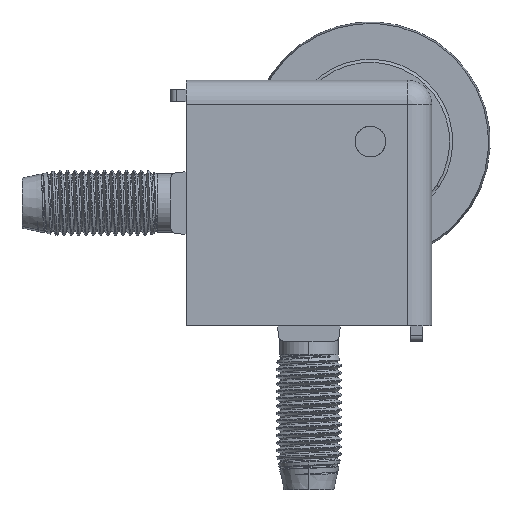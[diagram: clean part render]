
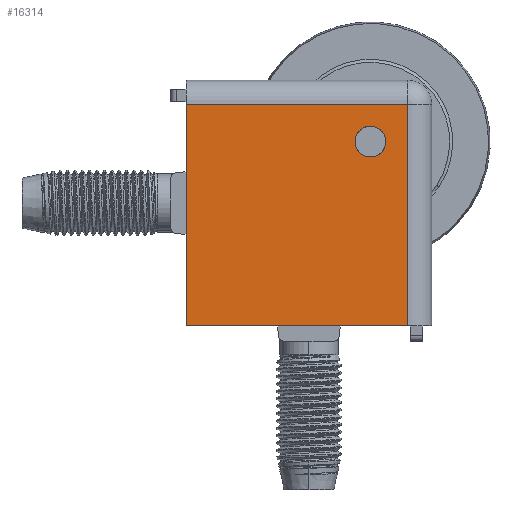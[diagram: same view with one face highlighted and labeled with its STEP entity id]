
A CAD part, front view. The second image highlights one B-rep face of the part: STEP entity #16314.
In plain terms, the highlighted planar face has unit normal (0, -1, 0).
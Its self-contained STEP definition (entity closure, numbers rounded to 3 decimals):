
#712 = CARTESIAN_POINT ( 'NONE',  ( -20., -20., 16. ) ) ;
#1478 = AXIS2_PLACEMENT_3D ( 'NONE', #1706, #1672, #1764 ) ;
#1530 = AXIS2_PLACEMENT_3D ( 'NONE', #16533, #16534, #16535 ) ;
#1672 = DIRECTION ( 'NONE',  ( 0., -1., 0. ) ) ;
#1694 = DIRECTION ( 'NONE',  ( 0., 0., -1. ) ) ;
#1698 = CARTESIAN_POINT ( 'NONE',  ( 16., -20., 20. ) ) ;
#1706 = CARTESIAN_POINT ( 'NONE',  ( 10., -20., 10. ) ) ;
#1711 = DIRECTION ( 'NONE',  ( -1., 0., 0. ) ) ;
#1755 = CARTESIAN_POINT ( 'NONE',  ( -20., -20., 16. ) ) ;
#1758 = DIRECTION ( 'NONE',  ( 0., 0., 1. ) ) ;
#1764 = DIRECTION ( 'NONE',  ( 0., 0., 1. ) ) ;
#1767 = CARTESIAN_POINT ( 'NONE',  ( -20., -20., 20. ) ) ;
#1784 = DIRECTION ( 'NONE',  ( 1., 0., 0. ) ) ;
#1849 = CARTESIAN_POINT ( 'NONE',  ( -20., -20., -20. ) ) ;
#5281 = CARTESIAN_POINT ( 'NONE',  ( 10., -20., 12.5 ) ) ;
#5379 = EDGE_LOOP ( 'NONE', ( #14932, #15000, #14946, #15181 ) ) ;
#5884 = VERTEX_POINT ( 'NONE', #5281 ) ;
#6139 = VERTEX_POINT ( 'NONE', #712 ) ;
#6671 = DIRECTION ( 'NONE',  ( 0., 1., 0. ) ) ;
#6674 = CARTESIAN_POINT ( 'NONE',  ( -20., -20., 20. ) ) ;
#6676 = PLANE ( 'NONE',  #8622 ) ;
#6678 = DIRECTION ( 'NONE',  ( 0., 0., 1. ) ) ;
#7486 = EDGE_CURVE ( 'NONE', #14571, #14492, #10632, .T. ) ;
#7487 = EDGE_CURVE ( 'NONE', #14492, #11216, #10633, .T. ) ;
#7488 = EDGE_CURVE ( 'NONE', #11216, #6139, #10631, .T. ) ;
#7489 = EDGE_CURVE ( 'NONE', #6139, #14571, #10613, .T. ) ;
#7490 = EDGE_CURVE ( 'NONE', #11307, #5884, #10630, .T. ) ;
#7645 = EDGE_CURVE ( 'NONE', #5884, #11307, #11604, .T. ) ;
#8622 = AXIS2_PLACEMENT_3D ( 'NONE', #6674, #6671, #6678 ) ;
#10608 = VECTOR ( 'NONE', #1784, 1000. ) ;
#10609 = VECTOR ( 'NONE', #1758, 1000. ) ;
#10613 = LINE ( 'NONE', #1767, #10628 ) ;
#10626 = VECTOR ( 'NONE', #1711, 1000. ) ;
#10628 = VECTOR ( 'NONE', #1694, 1000. ) ;
#10630 = CIRCLE ( 'NONE', #1478, 2.5 ) ;
#10631 = LINE ( 'NONE', #1755, #10626 ) ;
#10632 = LINE ( 'NONE', #1849, #10608 ) ;
#10633 = LINE ( 'NONE', #1698, #10609 ) ;
#11216 = VERTEX_POINT ( 'NONE', #13909 ) ;
#11307 = VERTEX_POINT ( 'NONE', #13972 ) ;
#11604 = CIRCLE ( 'NONE', #1530, 2.5 ) ;
#11698 = CARTESIAN_POINT ( 'NONE',  ( -20., -20., -20. ) ) ;
#13909 = CARTESIAN_POINT ( 'NONE',  ( 16., -20., 16. ) ) ;
#13972 = CARTESIAN_POINT ( 'NONE',  ( 10., -20., 7.5 ) ) ;
#14242 = CARTESIAN_POINT ( 'NONE',  ( 16., -20., -20. ) ) ;
#14492 = VERTEX_POINT ( 'NONE', #14242 ) ;
#14571 = VERTEX_POINT ( 'NONE', #11698 ) ;
#14932 = ORIENTED_EDGE ( 'NONE', *, *, #7486, .T. ) ;
#14942 = ORIENTED_EDGE ( 'NONE', *, *, #7645, .F. ) ;
#14946 = ORIENTED_EDGE ( 'NONE', *, *, #7488, .T. ) ;
#15000 = ORIENTED_EDGE ( 'NONE', *, *, #7487, .T. ) ;
#15042 = ORIENTED_EDGE ( 'NONE', *, *, #7490, .F. ) ;
#15181 = ORIENTED_EDGE ( 'NONE', *, *, #7489, .T. ) ;
#15410 = EDGE_LOOP ( 'NONE', ( #14942, #15042 ) ) ;
#16314 = ADVANCED_FACE ( 'NONE', ( #17661, #17559 ), #6676, .F. ) ;
#16533 = CARTESIAN_POINT ( 'NONE',  ( 10., -20., 10. ) ) ;
#16534 = DIRECTION ( 'NONE',  ( 0., -1., 0. ) ) ;
#16535 = DIRECTION ( 'NONE',  ( 0., 0., 1. ) ) ;
#17559 = FACE_BOUND ( 'NONE', #15410, .T. ) ;
#17661 = FACE_OUTER_BOUND ( 'NONE', #5379, .T. ) ;
